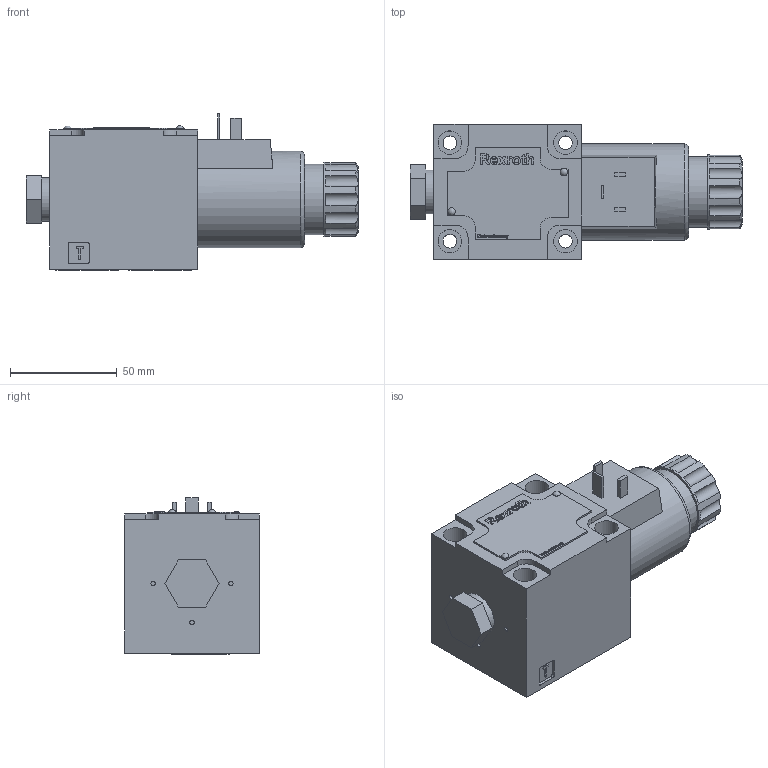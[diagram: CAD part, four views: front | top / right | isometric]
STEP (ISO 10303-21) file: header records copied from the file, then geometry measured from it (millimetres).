
FILE_DESCRIPTION(/* description */ (''),/* implementation_level */ '2;1');
FILE_NAME(/* name */ '两位三通换向阀-M3SED10CK .step',/* time_stamp */ '2021-02-26T11:30:17+08:00',/* author */ (''),/* organization */ (''),/* preprocessor_version */ 'ST-DEVELOPER v18.1',/* originating_system */ 'Autodesk Translation Framework v9.7.1.1290',/* authorisation */ '');
FILE_SCHEMA (('AUTOMOTIVE_DESIGN { 1 0 10303 214 3 1 1 }'));
Length unit declared in the file: millimetre
Products named in the file (1): 两位三通换向阀-M3SED10CK
Bounding box: 155.15 x 63 x 73 mm (x, y, z)
Volume: 372955.2 mm3; surface area: 48527.9 mm2
Topology: 1 solids, 7 shells, 1055 faces, 2906 edges, 1935 vertices
Faces by surface type: plane 888, bspline 77, cylinder 68, cone 14, torus 6, sphere 2
Full cylindrical faces by diameter (mm): 2 x6, 6 x3, 6.4 x4, 6.7 x2, 10.5 x2, 11 x4, 12 x1, 13 x4, 14.6 x1, 16.2 x4, 17.8 x1, 20 x2, 20.5 x1, 22 x2, 33 x1, 35 x1, 45 x1
Entity records: 34757 total; most frequent: CARTESIAN_POINT 7114, ORIENTED_EDGE 5812, DIRECTION 4879, EDGE_CURVE 2906, LINE 2535, VECTOR 2535, VERTEX_POINT 1935, AXIS2_PLACEMENT_3D 1172
